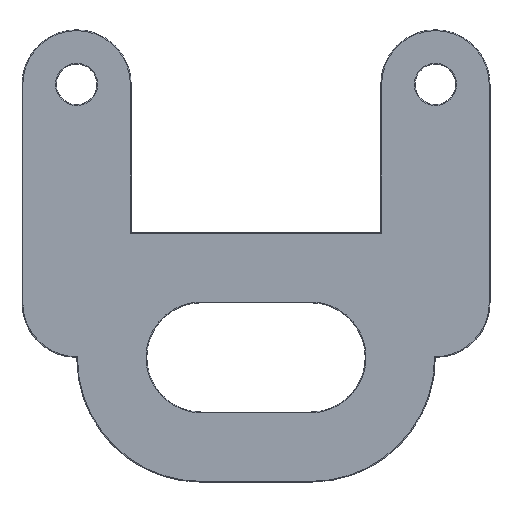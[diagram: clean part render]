
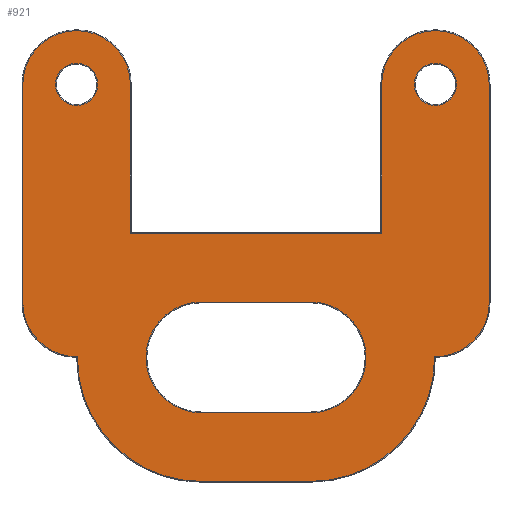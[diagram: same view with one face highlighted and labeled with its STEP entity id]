
A CAD part, front view. The second image highlights one B-rep face of the part: STEP entity #921.
In plain terms, the highlighted planar face has unit normal (0, -1, 0).
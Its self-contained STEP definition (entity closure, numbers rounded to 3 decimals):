
#25=FACE_BOUND('',#250,.T.);
#26=FACE_BOUND('',#251,.T.);
#27=FACE_BOUND('',#252,.T.);
#32=PLANE('',#1004);
#44=LINE('',#1482,#100);
#46=LINE('',#1491,#102);
#51=LINE('',#1505,#107);
#52=LINE('',#1507,#108);
#53=LINE('',#1511,#109);
#54=LINE('',#1517,#110);
#55=LINE('',#1523,#111);
#56=LINE('',#1526,#112);
#100=VECTOR('',#1146,10.);
#102=VECTOR('',#1158,10.);
#107=VECTOR('',#1171,10.);
#108=VECTOR('',#1172,10.);
#109=VECTOR('',#1175,10.);
#110=VECTOR('',#1180,10.);
#111=VECTOR('',#1185,10.);
#112=VECTOR('',#1188,10.);
#189=FACE_OUTER_BOUND('',#249,.T.);
#249=EDGE_LOOP('',(#635,#636,#637,#638,#639,#640,#641,#642,#643,#644,#645,
#646));
#250=EDGE_LOOP('',(#647));
#251=EDGE_LOOP('',(#648));
#252=EDGE_LOOP('',(#649,#650,#651,#652));
#310=CIRCLE('',#991,3.55);
#316=CIRCLE('',#999,3.55);
#318=CIRCLE('',#1005,3.45);
#319=CIRCLE('',#1006,3.45);
#320=CIRCLE('',#1007,7.95);
#321=CIRCLE('',#1008,7.95);
#322=CIRCLE('',#1009,3.45);
#323=CIRCLE('',#1010,3.45);
#324=CIRCLE('',#1011,1.35);
#325=CIRCLE('',#1012,1.35);
#386=VERTEX_POINT('',#1470);
#387=VERTEX_POINT('',#1472);
#389=VERTEX_POINT('',#1478);
#391=VERTEX_POINT('',#1484);
#396=VERTEX_POINT('',#1503);
#397=VERTEX_POINT('',#1504);
#398=VERTEX_POINT('',#1506);
#399=VERTEX_POINT('',#1508);
#400=VERTEX_POINT('',#1510);
#401=VERTEX_POINT('',#1512);
#402=VERTEX_POINT('',#1514);
#403=VERTEX_POINT('',#1516);
#404=VERTEX_POINT('',#1518);
#405=VERTEX_POINT('',#1520);
#406=VERTEX_POINT('',#1522);
#407=VERTEX_POINT('',#1524);
#408=VERTEX_POINT('',#1527);
#409=VERTEX_POINT('',#1529);
#470=EDGE_CURVE('',#386,#387,#310,.T.);
#475=EDGE_CURVE('',#387,#389,#44,.T.);
#478=EDGE_CURVE('',#389,#391,#316,.T.);
#480=EDGE_CURVE('',#391,#386,#46,.T.);
#486=EDGE_CURVE('',#396,#397,#51,.T.);
#487=EDGE_CURVE('',#398,#396,#52,.T.);
#488=EDGE_CURVE('',#399,#398,#318,.T.);
#489=EDGE_CURVE('',#400,#399,#53,.T.);
#490=EDGE_CURVE('',#401,#400,#319,.T.);
#491=EDGE_CURVE('',#402,#401,#320,.T.);
#492=EDGE_CURVE('',#403,#402,#54,.T.);
#493=EDGE_CURVE('',#404,#403,#321,.T.);
#494=EDGE_CURVE('',#405,#404,#322,.T.);
#495=EDGE_CURVE('',#406,#405,#55,.T.);
#496=EDGE_CURVE('',#407,#406,#323,.T.);
#497=EDGE_CURVE('',#397,#407,#56,.T.);
#498=EDGE_CURVE('',#408,#408,#324,.T.);
#499=EDGE_CURVE('',#409,#409,#325,.T.);
#635=ORIENTED_EDGE('',*,*,#486,.F.);
#636=ORIENTED_EDGE('',*,*,#487,.F.);
#637=ORIENTED_EDGE('',*,*,#488,.F.);
#638=ORIENTED_EDGE('',*,*,#489,.F.);
#639=ORIENTED_EDGE('',*,*,#490,.F.);
#640=ORIENTED_EDGE('',*,*,#491,.F.);
#641=ORIENTED_EDGE('',*,*,#492,.F.);
#642=ORIENTED_EDGE('',*,*,#493,.F.);
#643=ORIENTED_EDGE('',*,*,#494,.F.);
#644=ORIENTED_EDGE('',*,*,#495,.F.);
#645=ORIENTED_EDGE('',*,*,#496,.F.);
#646=ORIENTED_EDGE('',*,*,#497,.F.);
#647=ORIENTED_EDGE('',*,*,#498,.F.);
#648=ORIENTED_EDGE('',*,*,#499,.F.);
#649=ORIENTED_EDGE('',*,*,#470,.F.);
#650=ORIENTED_EDGE('',*,*,#480,.F.);
#651=ORIENTED_EDGE('',*,*,#478,.F.);
#652=ORIENTED_EDGE('',*,*,#475,.F.);
#921=ADVANCED_FACE('',(#189,#25,#26,#27),#32,.F.);
#991=AXIS2_PLACEMENT_3D('',#1473,#1135,#1136);
#999=AXIS2_PLACEMENT_3D('',#1488,#1153,#1154);
#1004=AXIS2_PLACEMENT_3D('',#1502,#1169,#1170);
#1005=AXIS2_PLACEMENT_3D('',#1509,#1173,#1174);
#1006=AXIS2_PLACEMENT_3D('',#1513,#1176,#1177);
#1007=AXIS2_PLACEMENT_3D('',#1515,#1178,#1179);
#1008=AXIS2_PLACEMENT_3D('',#1519,#1181,#1182);
#1009=AXIS2_PLACEMENT_3D('',#1521,#1183,#1184);
#1010=AXIS2_PLACEMENT_3D('',#1525,#1186,#1187);
#1011=AXIS2_PLACEMENT_3D('',#1528,#1189,#1190);
#1012=AXIS2_PLACEMENT_3D('',#1530,#1191,#1192);
#1135=DIRECTION('center_axis',(0.,-1.,0.));
#1136=DIRECTION('ref_axis',(1.,0.,0.));
#1146=DIRECTION('',(-1.,0.,0.));
#1153=DIRECTION('center_axis',(0.,-1.,0.));
#1154=DIRECTION('ref_axis',(-1.,0.,0.));
#1158=DIRECTION('',(1.,0.,0.));
#1169=DIRECTION('center_axis',(0.,1.,0.));
#1170=DIRECTION('ref_axis',(1.,0.,0.));
#1171=DIRECTION('',(1.,0.,0.));
#1172=DIRECTION('',(0.,0.,-1.));
#1173=DIRECTION('center_axis',(0.,1.,0.));
#1174=DIRECTION('ref_axis',(0.,0.,1.));
#1175=DIRECTION('',(0.,0.,1.));
#1176=DIRECTION('center_axis',(0.,1.,0.));
#1177=DIRECTION('ref_axis',(-0.707,0.,-0.707));
#1178=DIRECTION('center_axis',(0.,1.,0.));
#1179=DIRECTION('ref_axis',(-0.707,0.,-0.707));
#1180=DIRECTION('',(-1.,0.,0.));
#1181=DIRECTION('center_axis',(0.,1.,0.));
#1182=DIRECTION('ref_axis',(0.707,0.,-0.707));
#1183=DIRECTION('center_axis',(0.,1.,0.));
#1184=DIRECTION('ref_axis',(0.707,0.,-0.707));
#1185=DIRECTION('',(0.,0.,-1.));
#1186=DIRECTION('center_axis',(0.,1.,0.));
#1187=DIRECTION('ref_axis',(0.,0.,1.));
#1188=DIRECTION('',(0.,0.,1.));
#1189=DIRECTION('center_axis',(0.,-1.,0.));
#1190=DIRECTION('ref_axis',(1.,0.,0.));
#1191=DIRECTION('center_axis',(0.,-1.,0.));
#1192=DIRECTION('ref_axis',(1.,0.,0.));
#1470=CARTESIAN_POINT('',(3.5,0.,-21.05));
#1472=CARTESIAN_POINT('',(3.5,0.,-13.95));
#1473=CARTESIAN_POINT('Origin',(3.5,0.,-17.5));
#1478=CARTESIAN_POINT('',(-3.5,0.,-13.95));
#1482=CARTESIAN_POINT('',(1.75,0.,-13.95));
#1484=CARTESIAN_POINT('',(-3.5,0.,-21.05));
#1488=CARTESIAN_POINT('Origin',(-3.5,0.,-17.5));
#1491=CARTESIAN_POINT('',(-1.75,0.,-21.05));
#1502=CARTESIAN_POINT('Origin',(0.,0.,-11.));
#1503=CARTESIAN_POINT('',(-8.05,0.,-9.55));
#1504=CARTESIAN_POINT('',(8.05,0.,-9.55));
#1505=CARTESIAN_POINT('',(-4.,0.,-9.55));
#1506=CARTESIAN_POINT('',(-8.05,0.,0.));
#1507=CARTESIAN_POINT('',(-8.05,0.,-5.5));
#1508=CARTESIAN_POINT('',(-14.95,0.,0.));
#1509=CARTESIAN_POINT('Origin',(-11.5,0.,0.));
#1510=CARTESIAN_POINT('',(-14.95,0.,-14.));
#1511=CARTESIAN_POINT('',(-14.95,0.,-12.5));
#1512=CARTESIAN_POINT('',(-11.45,0.,-17.45));
#1513=CARTESIAN_POINT('Origin',(-11.5,0.,-14.));
#1514=CARTESIAN_POINT('',(-3.5,0.,-25.45));
#1515=CARTESIAN_POINT('Origin',(-3.5,0.,-17.5));
#1516=CARTESIAN_POINT('',(3.5,0.,-25.45));
#1517=CARTESIAN_POINT('',(1.75,0.,-25.45));
#1518=CARTESIAN_POINT('',(11.45,0.,-17.45));
#1519=CARTESIAN_POINT('Origin',(3.5,0.,-17.5));
#1520=CARTESIAN_POINT('',(14.95,0.,-14.));
#1521=CARTESIAN_POINT('Origin',(11.5,0.,-14.));
#1522=CARTESIAN_POINT('',(14.95,0.,0.));
#1523=CARTESIAN_POINT('',(14.95,0.,-5.5));
#1524=CARTESIAN_POINT('',(8.05,0.,0.));
#1525=CARTESIAN_POINT('Origin',(11.5,0.,0.));
#1526=CARTESIAN_POINT('',(8.05,0.,-10.25));
#1527=CARTESIAN_POINT('',(11.5,0.,1.35));
#1528=CARTESIAN_POINT('Origin',(11.5,0.,0.));
#1529=CARTESIAN_POINT('',(-11.5,0.,1.35));
#1530=CARTESIAN_POINT('Origin',(-11.5,0.,0.));
